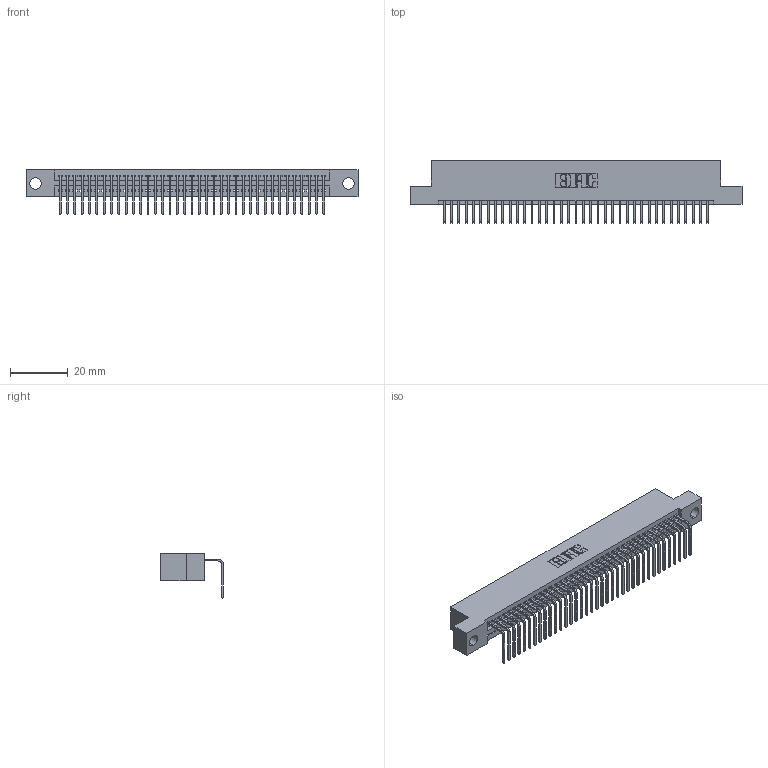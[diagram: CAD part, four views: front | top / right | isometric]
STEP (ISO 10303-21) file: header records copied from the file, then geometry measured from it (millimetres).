
FILE_DESCRIPTION (( 'STEP AP203' ), '1' );
FILE_NAME ('345-037-558-104.STEP', '2018-08-30T04:00:32', ( '' ), ( '' ), 'SwSTEP 2.0', 'SolidWorks 2016', '' );
FILE_SCHEMA (( 'CONFIG_CONTROL_DESIGN' ));
Length unit declared in the file: inch
Products named in the file (3): 345 Part_Flush Mounting Lugs - 0.156 Dia-TH; 345-292-001_558 Tail - 2; 345-037-558-104
Assembly tree (38 placements, depth 2):
  345-037-558-104
    345 Part_Flush Mounting Lugs - 0.156 Dia-TH
    345-292-001_558 Tail - 2  x37
Bounding box: 115.19 x 21.83 x 15.37 mm (x, y, z)
Volume: 10935.2 mm3; surface area: 14997.1 mm2
Topology: 38 solids, 38 shells, 2346 faces, 7075 edges, 4666 vertices
Faces by surface type: plane 1634, cylinder 712
Entity records: 28607 total; most frequent: CARTESIAN_POINT 4963, ORIENTED_EDGE 4934, DIRECTION 4341, EDGE_CURVE 2467, VECTOR 2187, LINE 2187, VERTEX_POINT 1642, AXIS2_PLACEMENT_3D 1077
